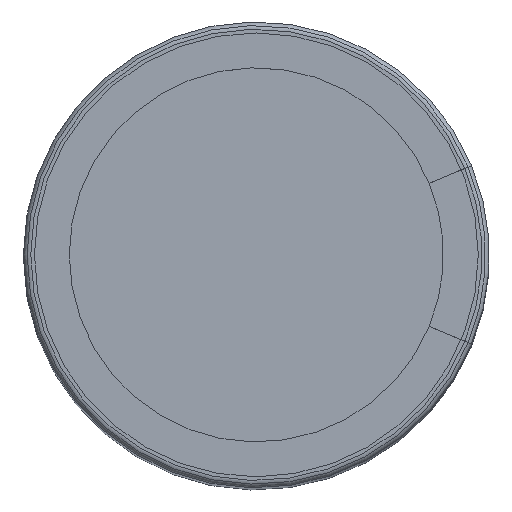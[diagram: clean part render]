
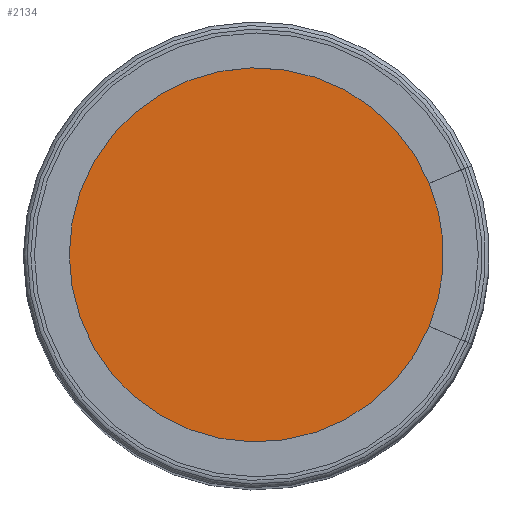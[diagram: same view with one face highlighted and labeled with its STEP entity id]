
A CAD part, top view. The second image highlights one B-rep face of the part: STEP entity #2134.
In plain terms, the highlighted planar face has unit normal (0, 0, 1).
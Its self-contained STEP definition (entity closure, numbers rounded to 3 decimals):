
#1943 = TOROIDAL_SURFACE('',#1944,6.05,0.2);
#1944 = AXIS2_PLACEMENT_3D('',#1945,#1946,#1947);
#1945 = CARTESIAN_POINT('',(0.,0.,36.));
#1946 = DIRECTION('',(0.,0.,-1.));
#1947 = DIRECTION('',(1.,0.,0.));
#2012 = VERTEX_POINT('',#2013);
#2013 = CARTESIAN_POINT('',(6.05,0.,36.2));
#2081 = EDGE_CURVE('',#2012,#2012,#2082,.T.);
#2082 = SURFACE_CURVE('',#2083,(#2088,#2117),.PCURVE_S1.);
#2083 = CIRCLE('',#2084,6.05);
#2084 = AXIS2_PLACEMENT_3D('',#2085,#2086,#2087);
#2085 = CARTESIAN_POINT('',(0.,0.,36.2));
#2086 = DIRECTION('',(0.,0.,-1.));
#2087 = DIRECTION('',(-1.,0.,0.));
#2088 = PCURVE('',#1943,#2089);
#2089 = DEFINITIONAL_REPRESENTATION('',(#2090),#2116);
#2090 = B_SPLINE_CURVE_WITH_KNOTS('',3,(#2091,#2092,#2093,#2094,#2095,
    #2096,#2097,#2098,#2099,#2100,#2101,#2102,#2103,#2104,#2105,#2106,
    #2107,#2108,#2109,#2110,#2111,#2112,#2113,#2114,#2115),
  .UNSPECIFIED.,.F.,.F.,(4,1,1,1,1,1,1,1,1,1,1,1,1,1,1,1,1,1,1,1,1,1,4),
  (3.142,3.427,3.713,3.998,
    4.284,4.57,4.855,5.141,
    5.426,5.712,5.998,6.283,
    6.569,6.854,7.14,7.426,
    7.711,7.997,8.282,8.568,
    8.854,9.139,9.425),.UNSPECIFIED.);
#2091 = CARTESIAN_POINT('',(0.,4.712));
#2092 = CARTESIAN_POINT('',(0.095,4.712));
#2093 = CARTESIAN_POINT('',(0.286,4.712));
#2094 = CARTESIAN_POINT('',(0.571,4.712));
#2095 = CARTESIAN_POINT('',(0.857,4.712));
#2096 = CARTESIAN_POINT('',(1.142,4.712));
#2097 = CARTESIAN_POINT('',(1.428,4.712));
#2098 = CARTESIAN_POINT('',(1.714,4.712));
#2099 = CARTESIAN_POINT('',(1.999,4.712));
#2100 = CARTESIAN_POINT('',(2.285,4.712));
#2101 = CARTESIAN_POINT('',(2.57,4.712));
#2102 = CARTESIAN_POINT('',(2.856,4.712));
#2103 = CARTESIAN_POINT('',(3.142,4.712));
#2104 = CARTESIAN_POINT('',(3.427,4.712));
#2105 = CARTESIAN_POINT('',(3.713,4.712));
#2106 = CARTESIAN_POINT('',(3.998,4.712));
#2107 = CARTESIAN_POINT('',(4.284,4.712));
#2108 = CARTESIAN_POINT('',(4.57,4.712));
#2109 = CARTESIAN_POINT('',(4.855,4.712));
#2110 = CARTESIAN_POINT('',(5.141,4.712));
#2111 = CARTESIAN_POINT('',(5.426,4.712));
#2112 = CARTESIAN_POINT('',(5.712,4.712));
#2113 = CARTESIAN_POINT('',(5.998,4.712));
#2114 = CARTESIAN_POINT('',(6.188,4.712));
#2115 = CARTESIAN_POINT('',(6.283,4.712));
#2116 = ( GEOMETRIC_REPRESENTATION_CONTEXT(2) 
PARAMETRIC_REPRESENTATION_CONTEXT() REPRESENTATION_CONTEXT('2D SPACE',''
  ) );
#2117 = PCURVE('',#2118,#2123);
#2118 = PLANE('',#2119);
#2119 = AXIS2_PLACEMENT_3D('',#2120,#2121,#2122);
#2120 = CARTESIAN_POINT('',(6.655,6.655,36.2));
#2121 = DIRECTION('',(0.,0.,1.));
#2122 = DIRECTION('',(-1.,0.,0.));
#2123 = DEFINITIONAL_REPRESENTATION('',(#2124),#2132);
#2124 = ( BOUNDED_CURVE() B_SPLINE_CURVE(2,(#2125,#2126,#2127,#2128,
#2129,#2130,#2131),.UNSPECIFIED.,.T.,.F.) B_SPLINE_CURVE_WITH_KNOTS((1,2
    ,2,2,2,1),(-2.094,0.,2.094,4.189,
6.283,8.378),.UNSPECIFIED.) CURVE() 
GEOMETRIC_REPRESENTATION_ITEM() RATIONAL_B_SPLINE_CURVE((1.,0.5,1.,0.5,
1.,0.5,1.)) REPRESENTATION_ITEM('') );
#2125 = CARTESIAN_POINT('',(12.705,6.655));
#2126 = CARTESIAN_POINT('',(12.705,-3.824));
#2127 = CARTESIAN_POINT('',(3.63,1.416));
#2128 = CARTESIAN_POINT('',(-5.445,6.655));
#2129 = CARTESIAN_POINT('',(3.63,11.894));
#2130 = CARTESIAN_POINT('',(12.705,17.134));
#2131 = CARTESIAN_POINT('',(12.705,6.655));
#2132 = ( GEOMETRIC_REPRESENTATION_CONTEXT(2) 
PARAMETRIC_REPRESENTATION_CONTEXT() REPRESENTATION_CONTEXT('2D SPACE',''
  ) );
#2134 = ADVANCED_FACE('',(#2135),#2118,.T.);
#2135 = FACE_BOUND('',#2136,.T.);
#2136 = EDGE_LOOP('',(#2137));
#2137 = ORIENTED_EDGE('',*,*,#2081,.F.);
